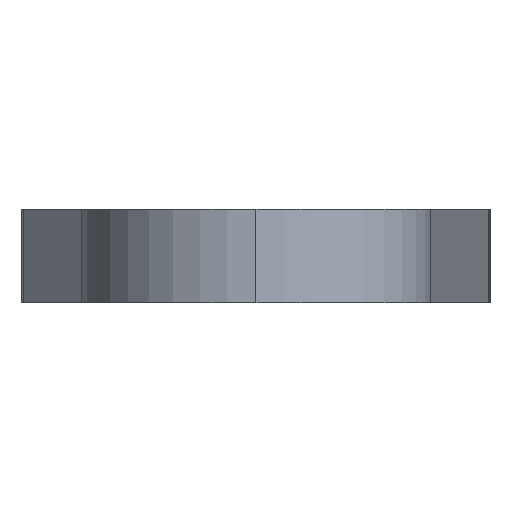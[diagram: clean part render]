
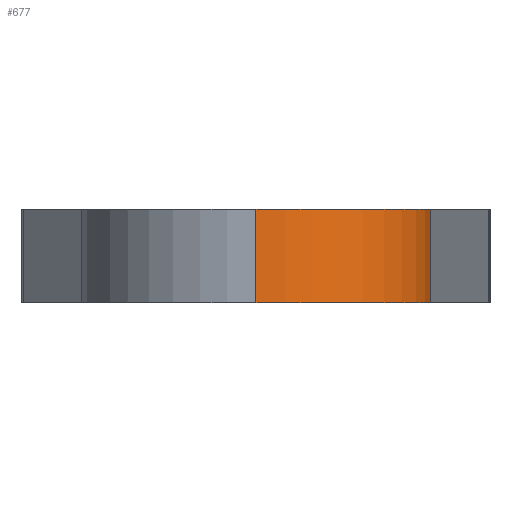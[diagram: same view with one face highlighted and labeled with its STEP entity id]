
A CAD part, left-side view. The second image highlights one B-rep face of the part: STEP entity #677.
In plain terms, the highlighted cylindrical face has radius 7.5 mm (diameter 15 mm), a partial arc.
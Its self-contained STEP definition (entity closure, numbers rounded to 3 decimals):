
#7 = VECTOR ( 'NONE', #203, 1000. ) ;
#13 = DIRECTION ( 'NONE',  ( 1., 0., 0. ) ) ;
#38 = ORIENTED_EDGE ( 'NONE', *, *, #64, .F. ) ;
#53 = AXIS2_PLACEMENT_3D ( 'NONE', #556, #792, #13 ) ;
#58 = AXIS2_PLACEMENT_3D ( 'NONE', #1015, #192, #920 ) ;
#64 = EDGE_CURVE ( 'NONE', #423, #441, #279, .T. ) ;
#119 = DIRECTION ( 'NONE',  ( 0., 0., -1. ) ) ;
#126 = CARTESIAN_POINT ( 'NONE',  ( -110., 0., 4. ) ) ;
#188 = ORIENTED_EDGE ( 'NONE', *, *, #239, .T. ) ;
#192 = DIRECTION ( 'NONE',  ( 0., 0., 1. ) ) ;
#203 = DIRECTION ( 'NONE',  ( 0., 0., -1. ) ) ;
#224 = CARTESIAN_POINT ( 'NONE',  ( -110., 0., 0. ) ) ;
#239 = EDGE_CURVE ( 'NONE', #426, #776, #1010, .T. ) ;
#251 = VECTOR ( 'NONE', #636, 1000. ) ;
#279 = LINE ( 'NONE', #924, #7 ) ;
#282 = CARTESIAN_POINT ( 'NONE',  ( -102.5, 0., 4. ) ) ;
#331 = EDGE_LOOP ( 'NONE', ( #419, #188, #518, #38 ) ) ;
#376 = CARTESIAN_POINT ( 'NONE',  ( -103.25, -7.462, 4. ) ) ;
#394 = CARTESIAN_POINT ( 'NONE',  ( -103.25, -7.462, 0. ) ) ;
#397 = CIRCLE ( 'NONE', #58, 7.5 ) ;
#419 = ORIENTED_EDGE ( 'NONE', *, *, #671, .F. ) ;
#423 = VERTEX_POINT ( 'NONE', #376 ) ;
#426 = VERTEX_POINT ( 'NONE', #529 ) ;
#440 = FACE_OUTER_BOUND ( 'NONE', #331, .T. ) ;
#441 = VERTEX_POINT ( 'NONE', #394 ) ;
#518 = ORIENTED_EDGE ( 'NONE', *, *, #895, .T. ) ;
#529 = CARTESIAN_POINT ( 'NONE',  ( -110., 0., 4. ) ) ;
#556 = CARTESIAN_POINT ( 'NONE',  ( -102.5, 0., 0. ) ) ;
#636 = DIRECTION ( 'NONE',  ( 0., 0., -1. ) ) ;
#671 = EDGE_CURVE ( 'NONE', #426, #423, #397, .T. ) ;
#677 = ADVANCED_FACE ( 'NONE', ( #440 ), #686, .T. ) ;
#686 = CYLINDRICAL_SURFACE ( 'NONE', #1001, 7.5 ) ;
#776 = VERTEX_POINT ( 'NONE', #224 ) ;
#792 = DIRECTION ( 'NONE',  ( 0., 0., 1. ) ) ;
#844 = DIRECTION ( 'NONE',  ( -1., 0., 0. ) ) ;
#895 = EDGE_CURVE ( 'NONE', #776, #441, #960, .T. ) ;
#920 = DIRECTION ( 'NONE',  ( 1., 0., 0. ) ) ;
#924 = CARTESIAN_POINT ( 'NONE',  ( -103.25, -7.462, 4. ) ) ;
#960 = CIRCLE ( 'NONE', #53, 7.5 ) ;
#1001 = AXIS2_PLACEMENT_3D ( 'NONE', #282, #119, #844 ) ;
#1010 = LINE ( 'NONE', #126, #251 ) ;
#1015 = CARTESIAN_POINT ( 'NONE',  ( -102.5, 0., 4. ) ) ;
